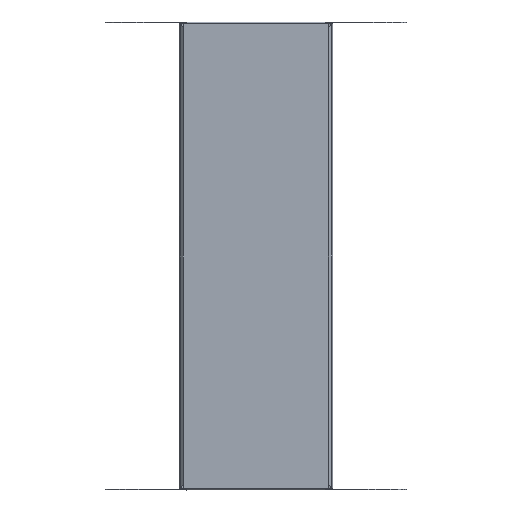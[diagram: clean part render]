
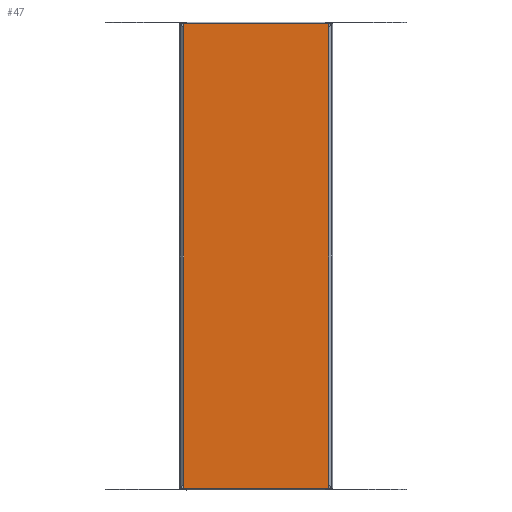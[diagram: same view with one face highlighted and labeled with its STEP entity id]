
A CAD part, front view. The second image highlights one B-rep face of the part: STEP entity #47.
In plain terms, the highlighted planar face has unit normal (0, -1, 0).
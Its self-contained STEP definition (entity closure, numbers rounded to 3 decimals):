
#47=ADVANCED_FACE('',(#147),#1548,.T.);
#147=FACE_OUTER_BOUND('',#251,.T.);
#251=EDGE_LOOP('',(#463,#464,#465,#466,#467,#468,#469,#470,#471,#472,#473,
#474));
#463=ORIENTED_EDGE('',*,*,#892,.F.);
#464=ORIENTED_EDGE('',*,*,#926,.T.);
#465=ORIENTED_EDGE('',*,*,#899,.T.);
#466=ORIENTED_EDGE('',*,*,#898,.T.);
#467=ORIENTED_EDGE('',*,*,#897,.T.);
#468=ORIENTED_EDGE('',*,*,#948,.T.);
#469=ORIENTED_EDGE('',*,*,#896,.T.);
#470=ORIENTED_EDGE('',*,*,#978,.T.);
#471=ORIENTED_EDGE('',*,*,#895,.T.);
#472=ORIENTED_EDGE('',*,*,#894,.T.);
#473=ORIENTED_EDGE('',*,*,#893,.T.);
#474=ORIENTED_EDGE('',*,*,#903,.T.);
#892=EDGE_CURVE('',#1383,#1385,#1204,.T.);
#893=EDGE_CURVE('',#1387,#1386,#1205,.T.);
#894=EDGE_CURVE('',#1388,#1387,#1206,.T.);
#895=EDGE_CURVE('',#1389,#1388,#1207,.T.);
#896=EDGE_CURVE('',#1391,#1390,#1208,.T.);
#897=EDGE_CURVE('',#1393,#1392,#1209,.T.);
#898=EDGE_CURVE('',#1394,#1393,#1210,.T.);
#899=EDGE_CURVE('',#1395,#1394,#1211,.T.);
#903=EDGE_CURVE('',#1386,#1385,#1092,.T.);
#926=EDGE_CURVE('',#1383,#1395,#1099,.T.);
#948=EDGE_CURVE('',#1392,#1391,#1107,.T.);
#978=EDGE_CURVE('',#1390,#1389,#1115,.T.);
#1092=(
BOUNDED_CURVE()
B_SPLINE_CURVE(2,(#3440,#3441,#3442),.UNSPECIFIED.,.F.,.F.)
B_SPLINE_CURVE_WITH_KNOTS((3,3),(0.,1.283),.UNSPECIFIED.)
CURVE()
GEOMETRIC_REPRESENTATION_ITEM()
RATIONAL_B_SPLINE_CURVE((1.,0.981,1.))
REPRESENTATION_ITEM('')
);
#1099=(
BOUNDED_CURVE()
B_SPLINE_CURVE(2,(#3527,#3528,#3529),.UNSPECIFIED.,.F.,.F.)
B_SPLINE_CURVE_WITH_KNOTS((3,3),(0.,1.283),.UNSPECIFIED.)
CURVE()
GEOMETRIC_REPRESENTATION_ITEM()
RATIONAL_B_SPLINE_CURVE((1.,0.981,1.))
REPRESENTATION_ITEM('')
);
#1107=(
BOUNDED_CURVE()
B_SPLINE_CURVE(2,(#3579,#3580,#3581),.UNSPECIFIED.,.F.,.F.)
B_SPLINE_CURVE_WITH_KNOTS((3,3),(0.,1.283),.UNSPECIFIED.)
CURVE()
GEOMETRIC_REPRESENTATION_ITEM()
RATIONAL_B_SPLINE_CURVE((1.,0.981,1.))
REPRESENTATION_ITEM('')
);
#1115=(
BOUNDED_CURVE()
B_SPLINE_CURVE(2,(#3711,#3712,#3713),.UNSPECIFIED.,.F.,.F.)
B_SPLINE_CURVE_WITH_KNOTS((3,3),(0.,1.283),.UNSPECIFIED.)
CURVE()
GEOMETRIC_REPRESENTATION_ITEM()
RATIONAL_B_SPLINE_CURVE((1.,0.981,1.))
REPRESENTATION_ITEM('')
);
#1204=B_SPLINE_CURVE_WITH_KNOTS('',1,(#3417,#3418),.UNSPECIFIED.,.F.,.F.,
(2,2),(0.,180.999),.UNSPECIFIED.);
#1205=B_SPLINE_CURVE_WITH_KNOTS('',1,(#3419,#3420),.UNSPECIFIED.,.F.,.F.,
(2,2),(0.,1.5),.UNSPECIFIED.);
#1206=B_SPLINE_CURVE_WITH_KNOTS('',1,(#3421,#3422),.UNSPECIFIED.,.F.,.F.,
(2,2),(-495.,0.),.UNSPECIFIED.);
#1207=B_SPLINE_CURVE_WITH_KNOTS('',1,(#3423,#3424),.UNSPECIFIED.,.F.,.F.,
(2,2),(0.,1.5),.UNSPECIFIED.);
#1208=B_SPLINE_CURVE_WITH_KNOTS('',1,(#3425,#3426),.UNSPECIFIED.,.F.,.F.,
(2,2),(-180.999,0.),.UNSPECIFIED.);
#1209=B_SPLINE_CURVE_WITH_KNOTS('',1,(#3427,#3428),.UNSPECIFIED.,.F.,.F.,
(2,2),(0.,1.5),.UNSPECIFIED.);
#1210=B_SPLINE_CURVE_WITH_KNOTS('',1,(#3429,#3430),.UNSPECIFIED.,.F.,.F.,
(2,2),(-495.,0.),.UNSPECIFIED.);
#1211=B_SPLINE_CURVE_WITH_KNOTS('',1,(#3431,#3432),.UNSPECIFIED.,.F.,.F.,
(2,2),(0.,1.5),.UNSPECIFIED.);
#1383=VERTEX_POINT('',#3099);
#1385=VERTEX_POINT('',#3101);
#1386=VERTEX_POINT('',#3102);
#1387=VERTEX_POINT('',#3103);
#1388=VERTEX_POINT('',#3104);
#1389=VERTEX_POINT('',#3105);
#1390=VERTEX_POINT('',#3106);
#1391=VERTEX_POINT('',#3107);
#1392=VERTEX_POINT('',#3108);
#1393=VERTEX_POINT('',#3109);
#1394=VERTEX_POINT('',#3110);
#1395=VERTEX_POINT('',#3111);
#1548=PLANE('',#1614);
#1614=AXIS2_PLACEMENT_3D('',#2084,#1663,$);
#1663=DIRECTION('',(0.,-1.,0.));
#2084=CARTESIAN_POINT('',(-93.25,0.,297.75));
#3099=CARTESIAN_POINT('',(90.5,0.,-297.75));
#3101=CARTESIAN_POINT('',(-90.5,0.,-297.75));
#3102=CARTESIAN_POINT('',(-91.75,0.,-297.5));
#3103=CARTESIAN_POINT('',(-93.25,0.,-297.5));
#3104=CARTESIAN_POINT('',(-93.25,0.,297.5));
#3105=CARTESIAN_POINT('',(-91.75,0.,297.5));
#3106=CARTESIAN_POINT('',(-90.5,0.,297.75));
#3107=CARTESIAN_POINT('',(90.5,0.,297.75));
#3108=CARTESIAN_POINT('',(91.75,0.,297.5));
#3109=CARTESIAN_POINT('',(93.25,0.,297.5));
#3110=CARTESIAN_POINT('',(93.25,0.,-297.5));
#3111=CARTESIAN_POINT('',(91.75,0.,-297.5));
#3417=CARTESIAN_POINT('',(90.5,0.,-297.75));
#3418=CARTESIAN_POINT('',(-90.5,0.,-297.75));
#3419=CARTESIAN_POINT('',(-93.25,0.,-297.5));
#3420=CARTESIAN_POINT('',(-91.75,0.,-297.5));
#3421=CARTESIAN_POINT('',(-93.25,0.,297.5));
#3422=CARTESIAN_POINT('',(-93.25,0.,-297.5));
#3423=CARTESIAN_POINT('',(-91.75,0.,297.5));
#3424=CARTESIAN_POINT('',(-93.25,0.,297.5));
#3425=CARTESIAN_POINT('',(90.5,0.,297.75));
#3426=CARTESIAN_POINT('',(-90.5,0.,297.75));
#3427=CARTESIAN_POINT('',(93.25,0.,297.5));
#3428=CARTESIAN_POINT('',(91.75,0.,297.5));
#3429=CARTESIAN_POINT('',(93.25,0.,-297.5));
#3430=CARTESIAN_POINT('',(93.25,0.,297.5));
#3431=CARTESIAN_POINT('',(91.75,0.,-297.5));
#3432=CARTESIAN_POINT('',(93.25,0.,-297.5));
#3440=CARTESIAN_POINT('',(-91.75,0.,-297.5));
#3441=CARTESIAN_POINT('',(-91.1,0.,-297.5));
#3442=CARTESIAN_POINT('',(-90.5,0.,-297.75));
#3527=CARTESIAN_POINT('',(90.5,0.,-297.75));
#3528=CARTESIAN_POINT('',(91.1,0.,-297.5));
#3529=CARTESIAN_POINT('',(91.75,0.,-297.5));
#3579=CARTESIAN_POINT('',(91.75,0.,297.5));
#3580=CARTESIAN_POINT('',(91.1,0.,297.5));
#3581=CARTESIAN_POINT('',(90.5,0.,297.75));
#3711=CARTESIAN_POINT('',(-90.5,0.,297.75));
#3712=CARTESIAN_POINT('',(-91.1,0.,297.5));
#3713=CARTESIAN_POINT('',(-91.75,0.,297.5));
